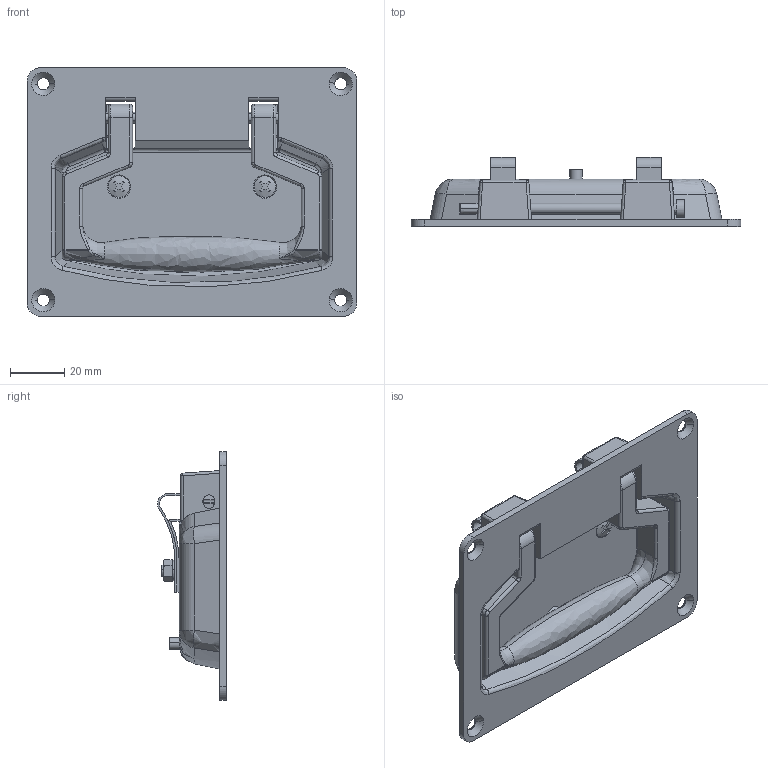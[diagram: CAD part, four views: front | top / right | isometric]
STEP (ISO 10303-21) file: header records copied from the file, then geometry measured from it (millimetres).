
FILE_DESCRIPTION((''),'2;1');
FILE_NAME('','2005-10-07T11:23:25',(''),(''),'','CADfix','');
FILE_SCHEMA(('AUTOMOTIVE_DESIGN'));
Length unit declared in the file: millimetre
Products named in the file (10): leaf spring_B; leaf spring_A; washer; nut; screw; shaft; grip; cushion; base; THA_23_1_22698_36
Assembly tree (14 placements, depth 2):
  THA_23_1_22698_36
    leaf spring_B  x2
    leaf spring_A  x2
    washer  x2
    nut  x2
    screw  x2
    shaft
    grip
    cushion
    base
Bounding box: 122 x 25.49 x 92 mm (x, y, z)
Volume: 66223.1 mm3; surface area: 45070.3 mm2
Topology: 14 solids, 14 shells, 491 faces, 1346 edges, 878 vertices
Faces by surface type: bspline 491
Entity records: 16380 total; most frequent: CARTESIAN_POINT 10026, ORIENTED_EDGE 2208, EDGE_CURVE 1104, VERTEX_POINT 712, QUASI_UNIFORM_CURVE 477, EDGE_LOOP 448, FACE_OUTER_BOUND 410, ADVANCED_FACE 410
